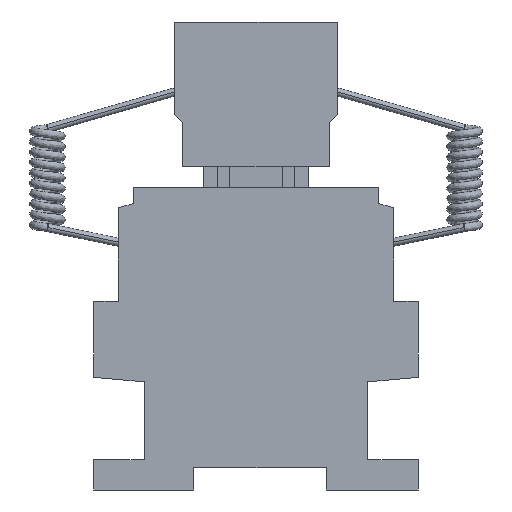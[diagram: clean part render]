
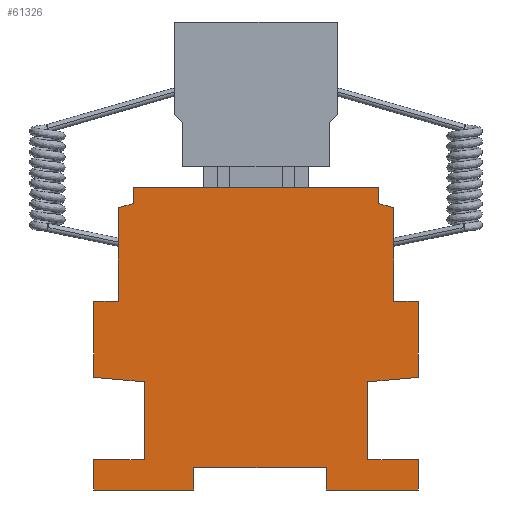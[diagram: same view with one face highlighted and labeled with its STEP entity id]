
A CAD part, left-side view. The second image highlights one B-rep face of the part: STEP entity #61326.
In plain terms, the highlighted planar face has unit normal (-1, 0, 0).
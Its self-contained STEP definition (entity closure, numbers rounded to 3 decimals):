
#49242=CARTESIAN_POINT('',(0.0,30.6,75.434));
#49243=VERTEX_POINT('',#49242);
#49250=CARTESIAN_POINT('',(0.0,-30.6,75.428));
#49251=VERTEX_POINT('',#49250);
#49252=CARTESIAN_POINT('',(0.0,30.6,75.434));
#49253=DIRECTION('',(0.,-1.,0.));
#49254=VECTOR('',#49253,61.2);
#49255=LINE('',#49252,#49254);
#49256=EDGE_CURVE('',#49243,#49251,#49255,.T.);
#60383=CARTESIAN_POINT('',(0.0,-34.3,70.442));
#60384=VERTEX_POINT('',#60383);
#60391=CARTESIAN_POINT('',(0.0,-34.3,47.059));
#60392=VERTEX_POINT('',#60391);
#60393=CARTESIAN_POINT('',(0.0,-34.3,70.442));
#60394=DIRECTION('',(0.0,0.0,-1.0));
#60395=VECTOR('',#60394,23.384);
#60396=LINE('',#60393,#60395);
#60397=EDGE_CURVE('',#60384,#60392,#60396,.T.);
#60547=CARTESIAN_POINT('',(0.0,34.3,47.059));
#60548=VERTEX_POINT('',#60547);
#60555=CARTESIAN_POINT('',(0.0,34.3,70.442));
#60556=VERTEX_POINT('',#60555);
#60557=CARTESIAN_POINT('',(0.,34.3,47.059));
#60558=DIRECTION('',(0.0,0.0,1.0));
#60559=VECTOR('',#60558,23.384);
#60560=LINE('',#60557,#60559);
#60561=EDGE_CURVE('',#60548,#60556,#60560,.T.);
#60612=CARTESIAN_POINT('',(0.0,30.6,71.433));
#60613=VERTEX_POINT('',#60612);
#60614=CARTESIAN_POINT('',(0.0,34.3,70.442));
#60615=DIRECTION('',(0.,-0.966,0.259));
#60616=VECTOR('',#60615,3.83);
#60617=LINE('',#60614,#60616);
#60618=EDGE_CURVE('',#60556,#60613,#60617,.T.);
#60653=CARTESIAN_POINT('',(0.0,27.9,26.96));
#60654=VERTEX_POINT('',#60653);
#60661=CARTESIAN_POINT('',(0.0,40.5,28.109));
#60662=VERTEX_POINT('',#60661);
#60663=CARTESIAN_POINT('',(0.0,27.9,26.96));
#60664=DIRECTION('',(0.,0.996,0.091));
#60665=VECTOR('',#60664,12.652);
#60666=LINE('',#60663,#60665);
#60667=EDGE_CURVE('',#60654,#60662,#60666,.T.);
#60691=CARTESIAN_POINT('',(0.0,27.9,7.501));
#60692=VERTEX_POINT('',#60691);
#60699=CARTESIAN_POINT('',(0.0,27.9,7.501));
#60700=DIRECTION('',(0.0,0.0,1.0));
#60701=VECTOR('',#60700,19.459);
#60702=LINE('',#60699,#60701);
#60703=EDGE_CURVE('',#60692,#60654,#60702,.T.);
#60722=CARTESIAN_POINT('',(0.0,40.5,7.501));
#60723=VERTEX_POINT('',#60722);
#60730=CARTESIAN_POINT('',(0.0,40.5,7.501));
#60731=DIRECTION('',(0.0,-1.0,0.0));
#60732=VECTOR('',#60731,12.6);
#60733=LINE('',#60730,#60732);
#60734=EDGE_CURVE('',#60723,#60692,#60733,.T.);
#60753=CARTESIAN_POINT('',(0.0,40.5,0.0));
#60754=VERTEX_POINT('',#60753);
#60761=CARTESIAN_POINT('',(0.0,40.5,0.0));
#60762=DIRECTION('',(0.0,0.0,1.0));
#60763=VECTOR('',#60762,7.501);
#60764=LINE('',#60761,#60763);
#60765=EDGE_CURVE('',#60754,#60723,#60764,.T.);
#60784=CARTESIAN_POINT('',(0.0,15.5,0.0));
#60785=VERTEX_POINT('',#60784);
#60792=CARTESIAN_POINT('',(0.0,15.5,0.0));
#60793=DIRECTION('',(0.0,1.0,0.0));
#60794=VECTOR('',#60793,25.);
#60795=LINE('',#60792,#60794);
#60796=EDGE_CURVE('',#60785,#60754,#60795,.T.);
#60815=CARTESIAN_POINT('',(0.0,15.5,5.5));
#60816=VERTEX_POINT('',#60815);
#60823=CARTESIAN_POINT('',(0.0,15.5,5.5));
#60824=DIRECTION('',(0.0,0.0,-1.0));
#60825=VECTOR('',#60824,5.5);
#60826=LINE('',#60823,#60825);
#60827=EDGE_CURVE('',#60816,#60785,#60826,.T.);
#60846=CARTESIAN_POINT('',(0.0,-17.5,5.5));
#60847=VERTEX_POINT('',#60846);
#60854=CARTESIAN_POINT('',(0.0,-17.5,5.5));
#60855=DIRECTION('',(0.0,1.0,0.0));
#60856=VECTOR('',#60855,33.);
#60857=LINE('',#60854,#60856);
#60858=EDGE_CURVE('',#60847,#60816,#60857,.T.);
#60877=CARTESIAN_POINT('',(0.0,-17.5,0.0));
#60878=VERTEX_POINT('',#60877);
#60885=CARTESIAN_POINT('',(0.0,-17.5,0.0));
#60886=DIRECTION('',(0.0,0.0,1.0));
#60887=VECTOR('',#60886,5.5);
#60888=LINE('',#60885,#60887);
#60889=EDGE_CURVE('',#60878,#60847,#60888,.T.);
#60908=CARTESIAN_POINT('',(0.0,-40.5,0.0));
#60909=VERTEX_POINT('',#60908);
#60916=CARTESIAN_POINT('',(0.0,-40.5,0.0));
#60917=DIRECTION('',(0.0,1.0,0.0));
#60918=VECTOR('',#60917,23.);
#60919=LINE('',#60916,#60918);
#60920=EDGE_CURVE('',#60909,#60878,#60919,.T.);
#60939=CARTESIAN_POINT('',(0.0,-40.5,7.501));
#60940=VERTEX_POINT('',#60939);
#60947=CARTESIAN_POINT('',(0.0,-40.5,7.501));
#60948=DIRECTION('',(0.0,0.0,-1.0));
#60949=VECTOR('',#60948,7.501);
#60950=LINE('',#60947,#60949);
#60951=EDGE_CURVE('',#60940,#60909,#60950,.T.);
#60970=CARTESIAN_POINT('',(0.0,-27.9,7.501));
#60971=VERTEX_POINT('',#60970);
#60978=CARTESIAN_POINT('',(0.0,-27.9,7.501));
#60979=DIRECTION('',(0.0,-1.0,0.0));
#60980=VECTOR('',#60979,12.6);
#60981=LINE('',#60978,#60980);
#60982=EDGE_CURVE('',#60971,#60940,#60981,.T.);
#61001=CARTESIAN_POINT('',(0.0,-27.9,26.96));
#61002=VERTEX_POINT('',#61001);
#61009=CARTESIAN_POINT('',(0.0,-27.9,26.96));
#61010=DIRECTION('',(0.0,0.0,-1.0));
#61011=VECTOR('',#61010,19.459);
#61012=LINE('',#61009,#61011);
#61013=EDGE_CURVE('',#61002,#60971,#61012,.T.);
#61032=CARTESIAN_POINT('',(0.0,-40.5,28.109));
#61033=VERTEX_POINT('',#61032);
#61040=CARTESIAN_POINT('',(0.0,-40.5,28.109));
#61041=DIRECTION('',(0.,0.996,-0.091));
#61042=VECTOR('',#61041,12.652);
#61043=LINE('',#61040,#61042);
#61044=EDGE_CURVE('',#61033,#61002,#61043,.T.);
#61063=CARTESIAN_POINT('',(0.0,-40.5,47.059));
#61064=VERTEX_POINT('',#61063);
#61071=CARTESIAN_POINT('',(0.0,-40.5,47.059));
#61072=DIRECTION('',(0.0,0.0,-1.0));
#61073=VECTOR('',#61072,18.949);
#61074=LINE('',#61071,#61073);
#61075=EDGE_CURVE('',#61064,#61033,#61074,.T.);
#61097=CARTESIAN_POINT('',(0.0,-40.5,47.059));
#61098=DIRECTION('',(0.0,1.0,0.0));
#61099=VECTOR('',#61098,6.2);
#61100=LINE('',#61097,#61099);
#61101=EDGE_CURVE('',#61064,#60392,#61100,.T.);
#61132=CARTESIAN_POINT('',(0.0,-30.6,71.433));
#61133=VERTEX_POINT('',#61132);
#61140=CARTESIAN_POINT('',(0.0,-30.6,71.433));
#61141=DIRECTION('',(0.,-0.966,-0.259));
#61142=VECTOR('',#61141,3.83);
#61143=LINE('',#61140,#61142);
#61144=EDGE_CURVE('',#61133,#60384,#61143,.T.);
#61164=CARTESIAN_POINT('',(0.0,-30.6,75.428));
#61165=DIRECTION('',(0.0,0.0,-1.0));
#61166=VECTOR('',#61165,3.995);
#61167=LINE('',#61164,#61166);
#61168=EDGE_CURVE('',#49251,#61133,#61167,.T.);
#61186=CARTESIAN_POINT('',(0.0,30.6,71.433));
#61187=DIRECTION('',(0.0,0.0,1.0));
#61188=VECTOR('',#61187,4.);
#61189=LINE('',#61186,#61188);
#61190=EDGE_CURVE('',#60613,#49243,#61189,.T.);
#61209=CARTESIAN_POINT('',(0.0,40.5,47.059));
#61210=VERTEX_POINT('',#61209);
#61217=CARTESIAN_POINT('',(0.0,40.5,47.059));
#61218=DIRECTION('',(0.0,-1.0,0.0));
#61219=VECTOR('',#61218,6.2);
#61220=LINE('',#61217,#61219);
#61221=EDGE_CURVE('',#61210,#60548,#61220,.T.);
#61253=CARTESIAN_POINT('',(0.0,40.5,47.059));
#61254=DIRECTION('',(0.0,0.0,-1.0));
#61255=VECTOR('',#61254,18.949);
#61256=LINE('',#61253,#61255);
#61257=EDGE_CURVE('',#61210,#60662,#61256,.T.);
#61295=CARTESIAN_POINT('',(0.0,0.0,44.559));
#61296=DIRECTION('',(-1.0,0.0,0.0));
#61297=DIRECTION('',(0.0,0.0,1.0));
#61298=AXIS2_PLACEMENT_3D('',#61295,#61296,#61297);
#61299=PLANE('',#61298);
#61300=ORIENTED_EDGE('',*,*,#61257,.T.);
#61301=ORIENTED_EDGE('',*,*,#60667,.F.);
#61302=ORIENTED_EDGE('',*,*,#60703,.F.);
#61303=ORIENTED_EDGE('',*,*,#60734,.F.);
#61304=ORIENTED_EDGE('',*,*,#60765,.F.);
#61305=ORIENTED_EDGE('',*,*,#60796,.F.);
#61306=ORIENTED_EDGE('',*,*,#60827,.F.);
#61307=ORIENTED_EDGE('',*,*,#60858,.F.);
#61308=ORIENTED_EDGE('',*,*,#60889,.F.);
#61309=ORIENTED_EDGE('',*,*,#60920,.F.);
#61310=ORIENTED_EDGE('',*,*,#60951,.F.);
#61311=ORIENTED_EDGE('',*,*,#60982,.F.);
#61312=ORIENTED_EDGE('',*,*,#61013,.F.);
#61313=ORIENTED_EDGE('',*,*,#61044,.F.);
#61314=ORIENTED_EDGE('',*,*,#61075,.F.);
#61315=ORIENTED_EDGE('',*,*,#61101,.T.);
#61316=ORIENTED_EDGE('',*,*,#60397,.F.);
#61317=ORIENTED_EDGE('',*,*,#61144,.F.);
#61318=ORIENTED_EDGE('',*,*,#61168,.F.);
#61319=ORIENTED_EDGE('',*,*,#49256,.F.);
#61320=ORIENTED_EDGE('',*,*,#61190,.F.);
#61321=ORIENTED_EDGE('',*,*,#60618,.F.);
#61322=ORIENTED_EDGE('',*,*,#60561,.F.);
#61323=ORIENTED_EDGE('',*,*,#61221,.F.);
#61324=EDGE_LOOP('',(#61300,#61301,#61302,#61303,#61304,#61305,#61306,#61307,#61308,#61309,#61310,#61311,#61312,#61313,#61314,#61315,#61316,#61317,#61318,#61319,#61320,#61321,#61322,#61323));
#61325=FACE_OUTER_BOUND('',#61324,.T.);
#61326=ADVANCED_FACE('',(#61325),#61299,.T.);
